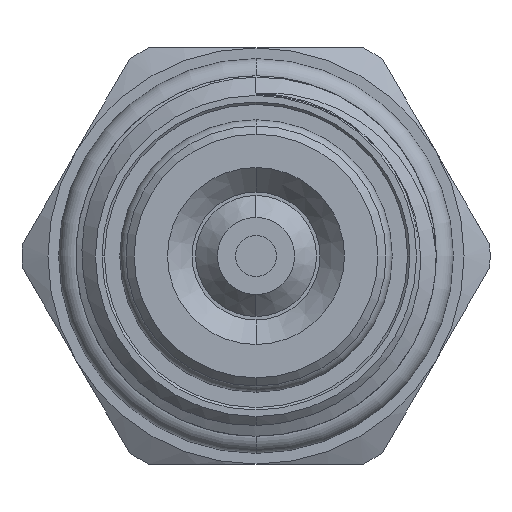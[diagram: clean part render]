
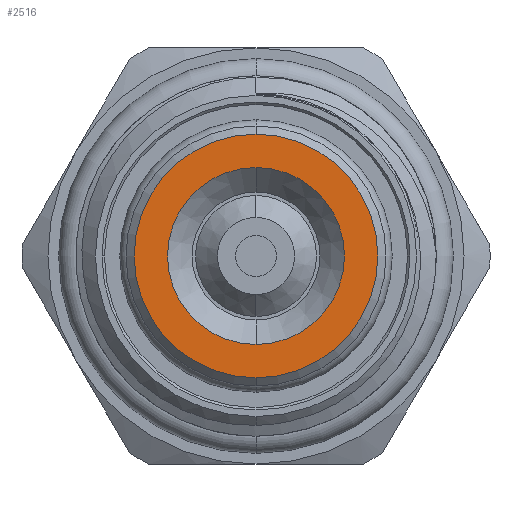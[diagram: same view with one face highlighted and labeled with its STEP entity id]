
A CAD part, front view. The second image highlights one B-rep face of the part: STEP entity #2516.
In plain terms, the highlighted planar face has unit normal (0, -1, 0).
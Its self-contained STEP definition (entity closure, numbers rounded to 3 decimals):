
#31 = DIRECTION ( 'NONE',  ( 0., 1., 0. ) ) ;
#36 = DIRECTION ( 'NONE',  ( 0., 0., 1. ) ) ;
#38 = PLANE ( 'NONE',  #3103 ) ;
#43 = CARTESIAN_POINT ( 'NONE',  ( 0., -39.9, 0. ) ) ;
#782 = CARTESIAN_POINT ( 'NONE',  ( 0., -39.9, 0. ) ) ;
#783 = DIRECTION ( 'NONE',  ( 0., -1., 0. ) ) ;
#784 = DIRECTION ( 'NONE',  ( 0., 0., -1. ) ) ;
#917 = CARTESIAN_POINT ( 'NONE',  ( 0., -39.9, 0. ) ) ;
#957 = DIRECTION ( 'NONE',  ( 0., -1., 0. ) ) ;
#960 = DIRECTION ( 'NONE',  ( 0., 0., -1. ) ) ;
#1149 = ORIENTED_EDGE ( 'NONE', *, *, #1871, .T. ) ;
#1225 = ORIENTED_EDGE ( 'NONE', *, *, #1663, .T. ) ;
#1226 = ORIENTED_EDGE ( 'NONE', *, *, #1899, .F. ) ;
#1231 = VERTEX_POINT ( 'NONE', #4109 ) ;
#1435 = VERTEX_POINT ( 'NONE', #3708 ) ;
#1441 = VERTEX_POINT ( 'NONE', #3726 ) ;
#1468 = VERTEX_POINT ( 'NONE', #3956 ) ;
#1499 = ORIENTED_EDGE ( 'NONE', *, *, #1706, .F. ) ;
#1663 = EDGE_CURVE ( 'NONE', #1468, #1441, #3806, .T. ) ;
#1706 = EDGE_CURVE ( 'NONE', #1435, #1231, #3387, .T. ) ;
#1717 = AXIS2_PLACEMENT_3D ( 'NONE', #782, #783, #784 ) ;
#1780 = AXIS2_PLACEMENT_3D ( 'NONE', #4415, #4412, #4436 ) ;
#1813 = AXIS2_PLACEMENT_3D ( 'NONE', #2283, #2282, #2289 ) ;
#1871 = EDGE_CURVE ( 'NONE', #1441, #1468, #3669, .T. ) ;
#1899 = EDGE_CURVE ( 'NONE', #1231, #1435, #3305, .T. ) ;
#2282 = DIRECTION ( 'NONE',  ( 0., -1., 0. ) ) ;
#2283 = CARTESIAN_POINT ( 'NONE',  ( 0., -39.9, 0. ) ) ;
#2289 = DIRECTION ( 'NONE',  ( 0., 0., -1. ) ) ;
#2516 = ADVANCED_FACE ( 'NONE', ( #3356, #3558 ), #38, .F. ) ;
#3103 = AXIS2_PLACEMENT_3D ( 'NONE', #43, #31, #36 ) ;
#3112 = AXIS2_PLACEMENT_3D ( 'NONE', #917, #957, #960 ) ;
#3305 = CIRCLE ( 'NONE', #3112, 5.4 ) ;
#3356 = FACE_OUTER_BOUND ( 'NONE', #3468, .T. ) ;
#3387 = CIRCLE ( 'NONE', #1780, 5.4 ) ;
#3445 = EDGE_LOOP ( 'NONE', ( #1499, #1226 ) ) ;
#3468 = EDGE_LOOP ( 'NONE', ( #1149, #1225 ) ) ;
#3558 = FACE_BOUND ( 'NONE', #3445, .T. ) ;
#3669 = CIRCLE ( 'NONE', #1717, 7.435 ) ;
#3708 = CARTESIAN_POINT ( 'NONE',  ( 0., -39.9, -5.4 ) ) ;
#3726 = CARTESIAN_POINT ( 'NONE',  ( 0., -39.9, 7.435 ) ) ;
#3806 = CIRCLE ( 'NONE', #1813, 7.435 ) ;
#3956 = CARTESIAN_POINT ( 'NONE',  ( 0., -39.9, -7.435 ) ) ;
#4109 = CARTESIAN_POINT ( 'NONE',  ( 0., -39.9, 5.4 ) ) ;
#4412 = DIRECTION ( 'NONE',  ( 0., -1., 0. ) ) ;
#4415 = CARTESIAN_POINT ( 'NONE',  ( 0., -39.9, 0. ) ) ;
#4436 = DIRECTION ( 'NONE',  ( 0., 0., -1. ) ) ;
